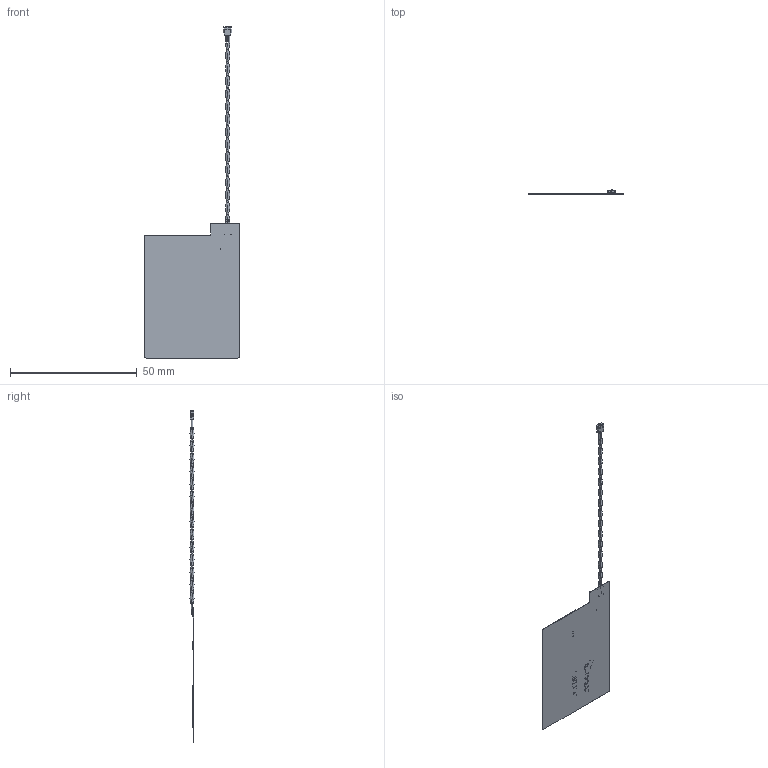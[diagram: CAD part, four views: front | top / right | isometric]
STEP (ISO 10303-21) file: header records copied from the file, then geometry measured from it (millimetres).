
FILE_DESCRIPTION (( 'STEP AP214' ), '1' );
FILE_NAME ('FXR.08.52.0075X.A_web.STEP', '2020-05-12T01:43:14', ( '' ), ( '' ), 'SwSTEP 2.0', 'SolidWorks 2017', '' );
FILE_SCHEMA (( 'AUTOMOTIVE_DESIGN' ));
Length unit declared in the file: millimetre
Products named in the file (10): Connector; Cable-2; Cable-1; FPCB; FXR.08.52.0075X.A_web; AWG28_Cable
Assembly tree (5 placements, depth 3):
  Connector
  Cable-1
  Cable-2
  FPCB
  FXR.08.52.0075X.A_web
    FPCB
    AWG28_Cable
      Cable-1
      Cable-2
      Connector
Bounding box: 37.3 x 1.6 x 131.21 mm (x, y, z)
Volume: 514.9 mm3; surface area: 4169.5 mm2
Topology: 4 solids, 4 shells, 547 faces, 1511 edges, 994 vertices
Faces by surface type: plane 434, bspline 77, cylinder 32, cone 4
Entity records: 30508 total; most frequent: CARTESIAN_POINT 11041, ORIENTED_EDGE 3006, DIRECTION 2389, EDGE_CURVE 1503, VECTOR 1269, LINE 1269, VERTEX_POINT 994, EDGE_LOOP 591
